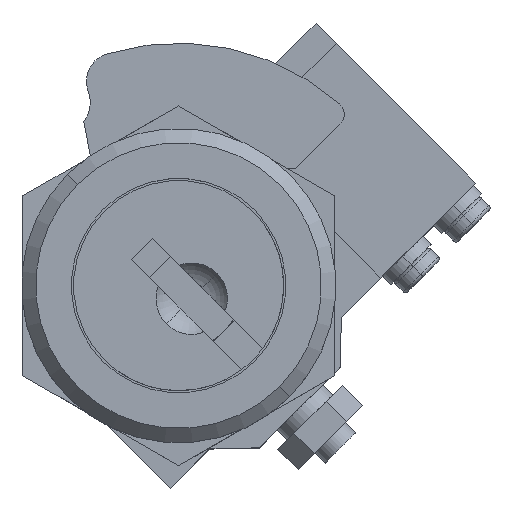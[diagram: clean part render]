
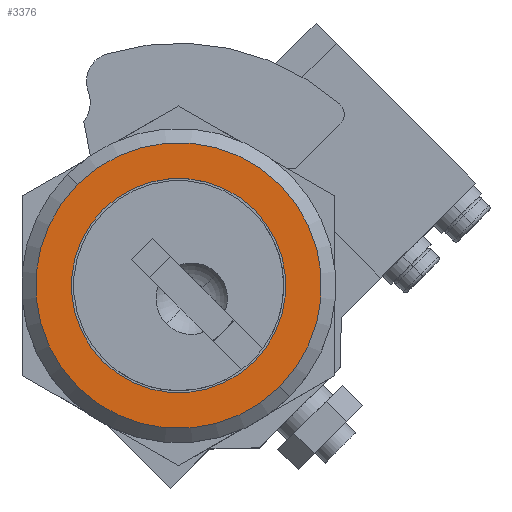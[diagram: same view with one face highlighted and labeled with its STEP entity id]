
A CAD part, top view. The second image highlights one B-rep face of the part: STEP entity #3376.
In plain terms, the highlighted face is planar.
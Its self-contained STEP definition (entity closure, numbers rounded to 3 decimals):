
#33 = CIRCLE ( 'NONE', #3028, 10. ) ;
#388 = DIRECTION ( 'NONE',  ( -1., 0., 0. ) ) ;
#405 = CARTESIAN_POINT ( 'NONE',  ( 0., 0., -10. ) ) ;
#1350 = CARTESIAN_POINT ( 'NONE',  ( 0., 0., 0. ) ) ;
#1914 = AXIS2_PLACEMENT_3D ( 'NONE', #4249, #3250, #2251 ) ;
#2251 = DIRECTION ( 'NONE',  ( 0., 0., 1. ) ) ;
#2304 = AXIS2_PLACEMENT_3D ( 'NONE', #1350, #6113, #5132 ) ;
#2538 = ORIENTED_EDGE ( 'NONE', *, *, #9145, .T. ) ;
#2560 = FACE_OUTER_BOUND ( 'NONE', #7785, .T. ) ;
#2701 = CARTESIAN_POINT ( 'NONE',  ( 0., 0., -7.5 ) ) ;
#3028 = AXIS2_PLACEMENT_3D ( 'NONE', #9744, #8718, #7692 ) ;
#3250 = DIRECTION ( 'NONE',  ( -1., 0., 0. ) ) ;
#3376 = ADVANCED_FACE ( 'NONE', ( #2560, #4577 ), #9677, .F. ) ;
#3451 = ORIENTED_EDGE ( 'NONE', *, *, #4402, .F. ) ;
#3726 = CARTESIAN_POINT ( 'NONE',  ( 0., 0., 7.5 ) ) ;
#3817 = AXIS2_PLACEMENT_3D ( 'NONE', #8653, #7634, #6620 ) ;
#3908 = EDGE_LOOP ( 'NONE', ( #5344, #3451 ) ) ;
#4249 = CARTESIAN_POINT ( 'NONE',  ( 0., 0., 0. ) ) ;
#4402 = EDGE_CURVE ( 'NONE', #9774, #5940, #9134, .T. ) ;
#4436 = CARTESIAN_POINT ( 'NONE',  ( 0., 0., 0. ) ) ;
#4577 = FACE_BOUND ( 'NONE', #3908, .T. ) ;
#4886 = EDGE_CURVE ( 'NONE', #5940, #9774, #9161, .T. ) ;
#5132 = DIRECTION ( 'NONE',  ( 0., 0., 1. ) ) ;
#5344 = ORIENTED_EDGE ( 'NONE', *, *, #4886, .F. ) ;
#5720 = CARTESIAN_POINT ( 'NONE',  ( 0., 0., 10. ) ) ;
#5890 = EDGE_CURVE ( 'NONE', #6271, #8530, #8449, .T. ) ;
#5940 = VERTEX_POINT ( 'NONE', #3726 ) ;
#5949 = ORIENTED_EDGE ( 'NONE', *, *, #5890, .T. ) ;
#6113 = DIRECTION ( 'NONE',  ( -1., 0., 0. ) ) ;
#6271 = VERTEX_POINT ( 'NONE', #5720 ) ;
#6478 = AXIS2_PLACEMENT_3D ( 'NONE', #4436, #388, #9218 ) ;
#6620 = DIRECTION ( 'NONE',  ( 0., 0., -1. ) ) ;
#7634 = DIRECTION ( 'NONE',  ( 1., 0., 0. ) ) ;
#7692 = DIRECTION ( 'NONE',  ( 0., 0., -1. ) ) ;
#7785 = EDGE_LOOP ( 'NONE', ( #2538, #5949 ) ) ;
#8449 = CIRCLE ( 'NONE', #6478, 10. ) ;
#8530 = VERTEX_POINT ( 'NONE', #405 ) ;
#8653 = CARTESIAN_POINT ( 'NONE',  ( 0., 11., 0. ) ) ;
#8718 = DIRECTION ( 'NONE',  ( -1., 0., 0. ) ) ;
#9134 = CIRCLE ( 'NONE', #1914, 7.5 ) ;
#9145 = EDGE_CURVE ( 'NONE', #8530, #6271, #33, .T. ) ;
#9161 = CIRCLE ( 'NONE', #2304, 7.5 ) ;
#9218 = DIRECTION ( 'NONE',  ( 0., 0., -1. ) ) ;
#9677 = PLANE ( 'NONE',  #3817 ) ;
#9744 = CARTESIAN_POINT ( 'NONE',  ( 0., 0., 0. ) ) ;
#9774 = VERTEX_POINT ( 'NONE', #2701 ) ;
